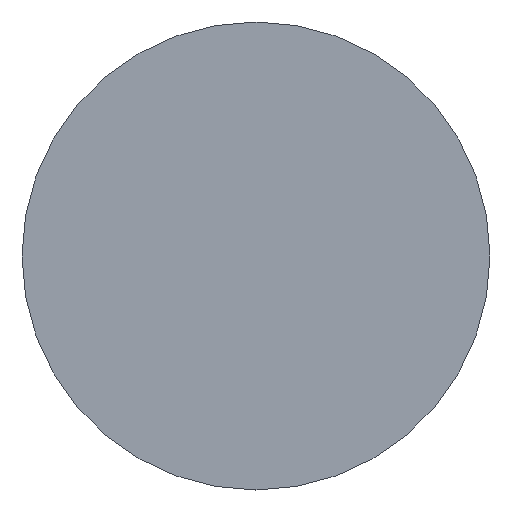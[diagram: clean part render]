
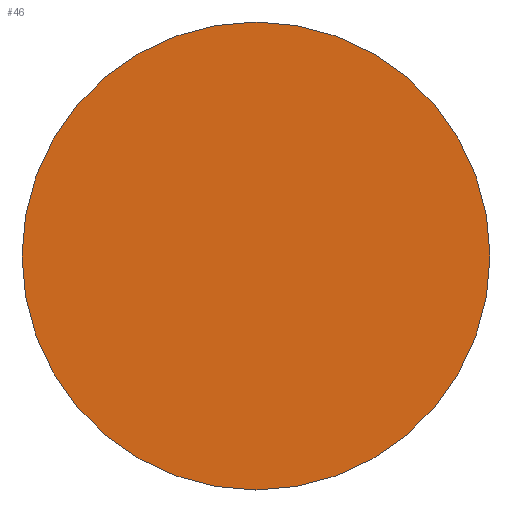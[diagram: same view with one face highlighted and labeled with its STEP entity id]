
A CAD part, left-side view. The second image highlights one B-rep face of the part: STEP entity #46.
In plain terms, the highlighted planar face has unit normal (-1, 0, 0).
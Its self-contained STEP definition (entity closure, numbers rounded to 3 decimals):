
#7 = EDGE_LOOP ( 'NONE', ( #63, #37 ) ) ;
#8 = DIRECTION ( 'NONE',  ( 0., -1., 0. ) ) ;
#9 = DIRECTION ( 'NONE',  ( 1., 0., 0. ) ) ;
#14 = VERTEX_POINT ( 'NONE', #141 ) ;
#21 = VERTEX_POINT ( 'NONE', #52 ) ;
#30 = CIRCLE ( 'NONE', #166, 8. ) ;
#37 = ORIENTED_EDGE ( 'NONE', *, *, #79, .T. ) ;
#38 = DIRECTION ( 'NONE',  ( 0., 1., 0. ) ) ;
#41 = CIRCLE ( 'NONE', #136, 8. ) ;
#46 = ADVANCED_FACE ( 'NONE', ( #128 ), #115, .F. ) ;
#52 = CARTESIAN_POINT ( 'NONE',  ( 44.854, 18.062, 0. ) ) ;
#53 = AXIS2_PLACEMENT_3D ( 'NONE', #163, #9, #38 ) ;
#63 = ORIENTED_EDGE ( 'NONE', *, *, #91, .T. ) ;
#78 = DIRECTION ( 'NONE',  ( -1., 0., 0. ) ) ;
#79 = EDGE_CURVE ( 'NONE', #14, #21, #41, .T. ) ;
#86 = CARTESIAN_POINT ( 'NONE',  ( 44.854, 26.062, 0. ) ) ;
#87 = DIRECTION ( 'NONE',  ( 0., -1., 0. ) ) ;
#91 = EDGE_CURVE ( 'NONE', #21, #14, #30, .T. ) ;
#113 = DIRECTION ( 'NONE',  ( -1., 0., 0. ) ) ;
#115 = PLANE ( 'NONE',  #53 ) ;
#122 = CARTESIAN_POINT ( 'NONE',  ( 44.854, 26.062, 0. ) ) ;
#128 = FACE_OUTER_BOUND ( 'NONE', #7, .T. ) ;
#136 = AXIS2_PLACEMENT_3D ( 'NONE', #86, #78, #8 ) ;
#141 = CARTESIAN_POINT ( 'NONE',  ( 44.854, 34.062, 0. ) ) ;
#163 = CARTESIAN_POINT ( 'NONE',  ( 44.854, 26.062, 0. ) ) ;
#166 = AXIS2_PLACEMENT_3D ( 'NONE', #122, #113, #87 ) ;
